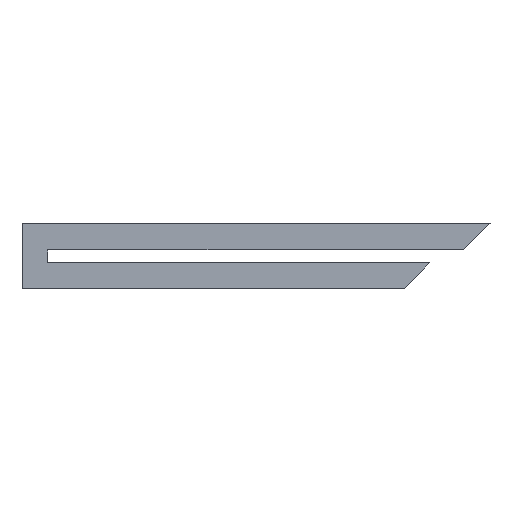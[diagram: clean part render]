
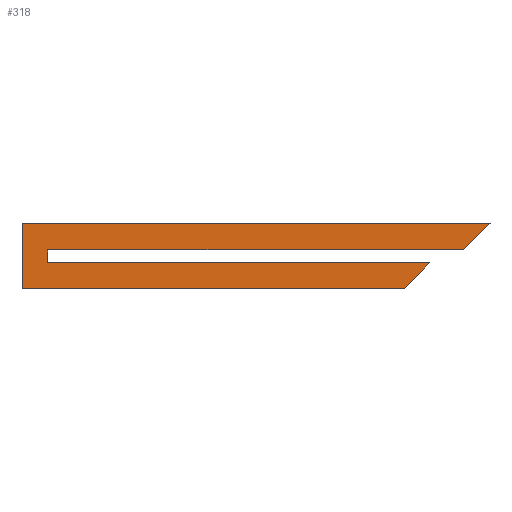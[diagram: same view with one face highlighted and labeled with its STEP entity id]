
A CAD part, left-side view. The second image highlights one B-rep face of the part: STEP entity #318.
In plain terms, the highlighted planar face has unit normal (-1, 0, 0).
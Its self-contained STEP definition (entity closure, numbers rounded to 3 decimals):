
#22 = VERTEX_POINT('',#23);
#23 = CARTESIAN_POINT('',(-92.5,0.,0.)
  );
#32 = PLANE('',#33);
#33 = AXIS2_PLACEMENT_3D('',#34,#35,#36);
#34 = CARTESIAN_POINT('',(-92.5,0.,0.));
#35 = DIRECTION('',(0.,0.,1.));
#36 = DIRECTION('',(0.,1.,0.));
#44 = PLANE('',#45);
#45 = AXIS2_PLACEMENT_3D('',#46,#47,#48);
#46 = CARTESIAN_POINT('',(-92.5,-1.015,1.015));
#47 = DIRECTION('',(0.,0.707,0.707));
#48 = DIRECTION('',(0.,0.707,-0.707));
#85 = VERTEX_POINT('',#86);
#86 = CARTESIAN_POINT('',(-92.5,16.,0.));
#100 = PLANE('',#101);
#101 = AXIS2_PLACEMENT_3D('',#102,#103,#104);
#102 = CARTESIAN_POINT('',(-92.5,16.,0.));
#103 = DIRECTION('',(0.,1.,0.));
#104 = DIRECTION('',(0.,0.,-1.));
#112 = EDGE_CURVE('',#22,#85,#113,.T.);
#113 = SURFACE_CURVE('',#114,(#118,#125),.PCURVE_S1.);
#114 = LINE('',#115,#116);
#115 = CARTESIAN_POINT('',(-92.5,0.,0.)
  );
#116 = VECTOR('',#117,1.);
#117 = DIRECTION('',(0.,1.,0.));
#118 = PCURVE('',#32,#119);
#119 = DEFINITIONAL_REPRESENTATION('',(#120),#124);
#120 = LINE('',#121,#122);
#121 = CARTESIAN_POINT('',(0.,0.));
#122 = VECTOR('',#123,1.);
#123 = DIRECTION('',(1.,0.));
#124 = ( GEOMETRIC_REPRESENTATION_CONTEXT(2) 
PARAMETRIC_REPRESENTATION_CONTEXT() REPRESENTATION_CONTEXT('2D SPACE',''
  ) );
#125 = PCURVE('',#126,#131);
#126 = PLANE('',#127);
#127 = AXIS2_PLACEMENT_3D('',#128,#129,#130);
#128 = CARTESIAN_POINT('',(-92.5,8.563,-0.177));
#129 = DIRECTION('',(1.,0.,0.));
#130 = DIRECTION('',(0.,0.,1.));
#131 = DEFINITIONAL_REPRESENTATION('',(#132),#136);
#132 = LINE('',#133,#134);
#133 = CARTESIAN_POINT('',(0.177,8.563));
#134 = VECTOR('',#135,1.);
#135 = DIRECTION('',(0.,-1.));
#136 = ( GEOMETRIC_REPRESENTATION_CONTEXT(2) 
PARAMETRIC_REPRESENTATION_CONTEXT() REPRESENTATION_CONTEXT('2D SPACE',''
  ) );
#247 = VERTEX_POINT('',#248);
#248 = CARTESIAN_POINT('',(-92.5,-1.015,1.015));
#264 = PLANE('',#265);
#265 = AXIS2_PLACEMENT_3D('',#266,#267,#268);
#266 = CARTESIAN_POINT('',(-92.5,16.985,1.015));
#267 = DIRECTION('',(0.,0.,-1.));
#268 = DIRECTION('',(0.,-1.,0.));
#298 = EDGE_CURVE('',#247,#22,#299,.T.);
#299 = SURFACE_CURVE('',#300,(#304,#311),.PCURVE_S1.);
#300 = LINE('',#301,#302);
#301 = CARTESIAN_POINT('',(-92.5,-1.015,1.015));
#302 = VECTOR('',#303,1.);
#303 = DIRECTION('',(0.,0.707,-0.707)
  );
#304 = PCURVE('',#44,#305);
#305 = DEFINITIONAL_REPRESENTATION('',(#306),#310);
#306 = LINE('',#307,#308);
#307 = CARTESIAN_POINT('',(0.,0.));
#308 = VECTOR('',#309,1.);
#309 = DIRECTION('',(1.,0.));
#310 = ( GEOMETRIC_REPRESENTATION_CONTEXT(2) 
PARAMETRIC_REPRESENTATION_CONTEXT() REPRESENTATION_CONTEXT('2D SPACE',''
  ) );
#311 = PCURVE('',#126,#312);
#312 = DEFINITIONAL_REPRESENTATION('',(#313),#317);
#313 = LINE('',#314,#315);
#314 = CARTESIAN_POINT('',(1.192,9.578));
#315 = VECTOR('',#316,1.);
#316 = DIRECTION('',(-0.707,-0.707));
#317 = ( GEOMETRIC_REPRESENTATION_CONTEXT(2) 
PARAMETRIC_REPRESENTATION_CONTEXT() REPRESENTATION_CONTEXT('2D SPACE',''
  ) );
#318 = ADVANCED_FACE('',(#319),#126,.F.);
#319 = FACE_BOUND('',#320,.F.);
#320 = EDGE_LOOP('',(#321,#322,#345,#373,#401,#429,#457,#478));
#321 = ORIENTED_EDGE('',*,*,#112,.T.);
#322 = ORIENTED_EDGE('',*,*,#323,.T.);
#323 = EDGE_CURVE('',#85,#324,#326,.T.);
#324 = VERTEX_POINT('',#325);
#325 = CARTESIAN_POINT('',(-92.5,16.,-0.5));
#326 = SURFACE_CURVE('',#327,(#331,#338),.PCURVE_S1.);
#327 = LINE('',#328,#329);
#328 = CARTESIAN_POINT('',(-92.5,16.,0.));
#329 = VECTOR('',#330,1.);
#330 = DIRECTION('',(0.,0.,-1.));
#331 = PCURVE('',#126,#332);
#332 = DEFINITIONAL_REPRESENTATION('',(#333),#337);
#333 = LINE('',#334,#335);
#334 = CARTESIAN_POINT('',(0.177,-7.437));
#335 = VECTOR('',#336,1.);
#336 = DIRECTION('',(-1.,0.));
#337 = ( GEOMETRIC_REPRESENTATION_CONTEXT(2) 
PARAMETRIC_REPRESENTATION_CONTEXT() REPRESENTATION_CONTEXT('2D SPACE',''
  ) );
#338 = PCURVE('',#100,#339);
#339 = DEFINITIONAL_REPRESENTATION('',(#340),#344);
#340 = LINE('',#341,#342);
#341 = CARTESIAN_POINT('',(0.,0.));
#342 = VECTOR('',#343,1.);
#343 = DIRECTION('',(1.,0.));
#344 = ( GEOMETRIC_REPRESENTATION_CONTEXT(2) 
PARAMETRIC_REPRESENTATION_CONTEXT() REPRESENTATION_CONTEXT('2D SPACE',''
  ) );
#345 = ORIENTED_EDGE('',*,*,#346,.T.);
#346 = EDGE_CURVE('',#324,#347,#349,.T.);
#347 = VERTEX_POINT('',#348);
#348 = CARTESIAN_POINT('',(-92.5,1.304,-0.5));
#349 = SURFACE_CURVE('',#350,(#354,#361),.PCURVE_S1.);
#350 = LINE('',#351,#352);
#351 = CARTESIAN_POINT('',(-92.5,16.,-0.5));
#352 = VECTOR('',#353,1.);
#353 = DIRECTION('',(0.,-1.,0.));
#354 = PCURVE('',#126,#355);
#355 = DEFINITIONAL_REPRESENTATION('',(#356),#360);
#356 = LINE('',#357,#358);
#357 = CARTESIAN_POINT('',(-0.323,-7.437));
#358 = VECTOR('',#359,1.);
#359 = DIRECTION('',(0.,1.));
#360 = ( GEOMETRIC_REPRESENTATION_CONTEXT(2) 
PARAMETRIC_REPRESENTATION_CONTEXT() REPRESENTATION_CONTEXT('2D SPACE',''
  ) );
#361 = PCURVE('',#362,#367);
#362 = PLANE('',#363);
#363 = AXIS2_PLACEMENT_3D('',#364,#365,#366);
#364 = CARTESIAN_POINT('',(-92.5,16.,-0.5));
#365 = DIRECTION('',(0.,0.,-1.));
#366 = DIRECTION('',(0.,-1.,0.));
#367 = DEFINITIONAL_REPRESENTATION('',(#368),#372);
#368 = LINE('',#369,#370);
#369 = CARTESIAN_POINT('',(0.,0.));
#370 = VECTOR('',#371,1.);
#371 = DIRECTION('',(1.,0.));
#372 = ( GEOMETRIC_REPRESENTATION_CONTEXT(2) 
PARAMETRIC_REPRESENTATION_CONTEXT() REPRESENTATION_CONTEXT('2D SPACE',''
  ) );
#373 = ORIENTED_EDGE('',*,*,#374,.T.);
#374 = EDGE_CURVE('',#347,#375,#377,.T.);
#375 = VERTEX_POINT('',#376);
#376 = CARTESIAN_POINT('',(-92.5,2.29,-1.485));
#377 = SURFACE_CURVE('',#378,(#382,#389),.PCURVE_S1.);
#378 = LINE('',#379,#380);
#379 = CARTESIAN_POINT('',(-92.5,1.304,-0.5));
#380 = VECTOR('',#381,1.);
#381 = DIRECTION('',(0.,0.707,-0.707)
  );
#382 = PCURVE('',#126,#383);
#383 = DEFINITIONAL_REPRESENTATION('',(#384),#388);
#384 = LINE('',#385,#386);
#385 = CARTESIAN_POINT('',(-0.323,7.259));
#386 = VECTOR('',#387,1.);
#387 = DIRECTION('',(-0.707,-0.707));
#388 = ( GEOMETRIC_REPRESENTATION_CONTEXT(2) 
PARAMETRIC_REPRESENTATION_CONTEXT() REPRESENTATION_CONTEXT('2D SPACE',''
  ) );
#389 = PCURVE('',#390,#395);
#390 = PLANE('',#391);
#391 = AXIS2_PLACEMENT_3D('',#392,#393,#394);
#392 = CARTESIAN_POINT('',(-92.5,1.304,-0.5));
#393 = DIRECTION('',(0.,0.707,0.707)
  );
#394 = DIRECTION('',(0.,0.707,-0.707)
  );
#395 = DEFINITIONAL_REPRESENTATION('',(#396),#400);
#396 = LINE('',#397,#398);
#397 = CARTESIAN_POINT('',(0.,0.));
#398 = VECTOR('',#399,1.);
#399 = DIRECTION('',(1.,0.));
#400 = ( GEOMETRIC_REPRESENTATION_CONTEXT(2) 
PARAMETRIC_REPRESENTATION_CONTEXT() REPRESENTATION_CONTEXT('2D SPACE',''
  ) );
#401 = ORIENTED_EDGE('',*,*,#402,.T.);
#402 = EDGE_CURVE('',#375,#403,#405,.T.);
#403 = VERTEX_POINT('',#404);
#404 = CARTESIAN_POINT('',(-92.5,16.985,-1.485));
#405 = SURFACE_CURVE('',#406,(#410,#417),.PCURVE_S1.);
#406 = LINE('',#407,#408);
#407 = CARTESIAN_POINT('',(-92.5,2.29,-1.485));
#408 = VECTOR('',#409,1.);
#409 = DIRECTION('',(0.,1.,0.));
#410 = PCURVE('',#126,#411);
#411 = DEFINITIONAL_REPRESENTATION('',(#412),#416);
#412 = LINE('',#413,#414);
#413 = CARTESIAN_POINT('',(-1.308,6.274));
#414 = VECTOR('',#415,1.);
#415 = DIRECTION('',(0.,-1.));
#416 = ( GEOMETRIC_REPRESENTATION_CONTEXT(2) 
PARAMETRIC_REPRESENTATION_CONTEXT() REPRESENTATION_CONTEXT('2D SPACE',''
  ) );
#417 = PCURVE('',#418,#423);
#418 = PLANE('',#419);
#419 = AXIS2_PLACEMENT_3D('',#420,#421,#422);
#420 = CARTESIAN_POINT('',(-92.5,2.29,-1.485));
#421 = DIRECTION('',(0.,0.,1.));
#422 = DIRECTION('',(0.,1.,0.));
#423 = DEFINITIONAL_REPRESENTATION('',(#424),#428);
#424 = LINE('',#425,#426);
#425 = CARTESIAN_POINT('',(0.,0.));
#426 = VECTOR('',#427,1.);
#427 = DIRECTION('',(1.,0.));
#428 = ( GEOMETRIC_REPRESENTATION_CONTEXT(2) 
PARAMETRIC_REPRESENTATION_CONTEXT() REPRESENTATION_CONTEXT('2D SPACE',''
  ) );
#429 = ORIENTED_EDGE('',*,*,#430,.T.);
#430 = EDGE_CURVE('',#403,#431,#433,.T.);
#431 = VERTEX_POINT('',#432);
#432 = CARTESIAN_POINT('',(-92.5,16.985,1.015));
#433 = SURFACE_CURVE('',#434,(#438,#445),.PCURVE_S1.);
#434 = LINE('',#435,#436);
#435 = CARTESIAN_POINT('',(-92.5,16.985,-1.485));
#436 = VECTOR('',#437,1.);
#437 = DIRECTION('',(0.,0.,1.));
#438 = PCURVE('',#126,#439);
#439 = DEFINITIONAL_REPRESENTATION('',(#440),#444);
#440 = LINE('',#441,#442);
#441 = CARTESIAN_POINT('',(-1.308,-8.422));
#442 = VECTOR('',#443,1.);
#443 = DIRECTION('',(1.,0.));
#444 = ( GEOMETRIC_REPRESENTATION_CONTEXT(2) 
PARAMETRIC_REPRESENTATION_CONTEXT() REPRESENTATION_CONTEXT('2D SPACE',''
  ) );
#445 = PCURVE('',#446,#451);
#446 = PLANE('',#447);
#447 = AXIS2_PLACEMENT_3D('',#448,#449,#450);
#448 = CARTESIAN_POINT('',(-92.5,16.985,-1.485));
#449 = DIRECTION('',(0.,-1.,0.));
#450 = DIRECTION('',(0.,0.,1.));
#451 = DEFINITIONAL_REPRESENTATION('',(#452),#456);
#452 = LINE('',#453,#454);
#453 = CARTESIAN_POINT('',(0.,0.));
#454 = VECTOR('',#455,1.);
#455 = DIRECTION('',(1.,0.));
#456 = ( GEOMETRIC_REPRESENTATION_CONTEXT(2) 
PARAMETRIC_REPRESENTATION_CONTEXT() REPRESENTATION_CONTEXT('2D SPACE',''
  ) );
#457 = ORIENTED_EDGE('',*,*,#458,.T.);
#458 = EDGE_CURVE('',#431,#247,#459,.T.);
#459 = SURFACE_CURVE('',#460,(#464,#471),.PCURVE_S1.);
#460 = LINE('',#461,#462);
#461 = CARTESIAN_POINT('',(-92.5,16.985,1.015));
#462 = VECTOR('',#463,1.);
#463 = DIRECTION('',(0.,-1.,0.));
#464 = PCURVE('',#126,#465);
#465 = DEFINITIONAL_REPRESENTATION('',(#466),#470);
#466 = LINE('',#467,#468);
#467 = CARTESIAN_POINT('',(1.192,-8.422));
#468 = VECTOR('',#469,1.);
#469 = DIRECTION('',(0.,1.));
#470 = ( GEOMETRIC_REPRESENTATION_CONTEXT(2) 
PARAMETRIC_REPRESENTATION_CONTEXT() REPRESENTATION_CONTEXT('2D SPACE',''
  ) );
#471 = PCURVE('',#264,#472);
#472 = DEFINITIONAL_REPRESENTATION('',(#473),#477);
#473 = LINE('',#474,#475);
#474 = CARTESIAN_POINT('',(0.,0.));
#475 = VECTOR('',#476,1.);
#476 = DIRECTION('',(1.,0.));
#477 = ( GEOMETRIC_REPRESENTATION_CONTEXT(2) 
PARAMETRIC_REPRESENTATION_CONTEXT() REPRESENTATION_CONTEXT('2D SPACE',''
  ) );
#478 = ORIENTED_EDGE('',*,*,#298,.T.);
